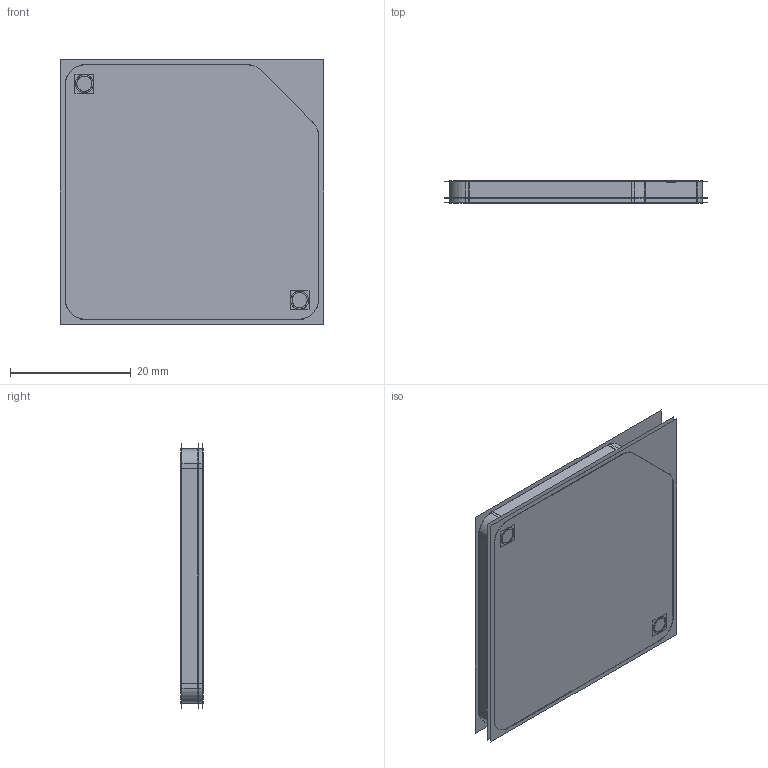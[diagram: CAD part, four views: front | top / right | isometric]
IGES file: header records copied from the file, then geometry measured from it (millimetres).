
Start section:  PTC IGES file: 186880.igs
Global section: file name: 186880.igs; native system: Creo Parametric by PTC Inc.; preprocessor: 2016260; author: PDMAdmin; organization: Unknown; date: 20170614.074552; units: millimetre
Bounding box: 43.59 x 3.68 x 43.82 mm (x, y, z)
Surface area: 53823.3 mm2
Topology: 4 solids, 8 shells, 156 faces, 838 edges, 1104 vertices
Faces by surface type: revolution 98, bspline 58
